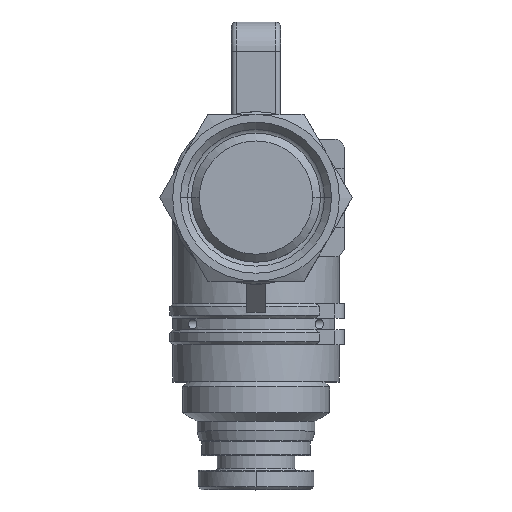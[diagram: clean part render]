
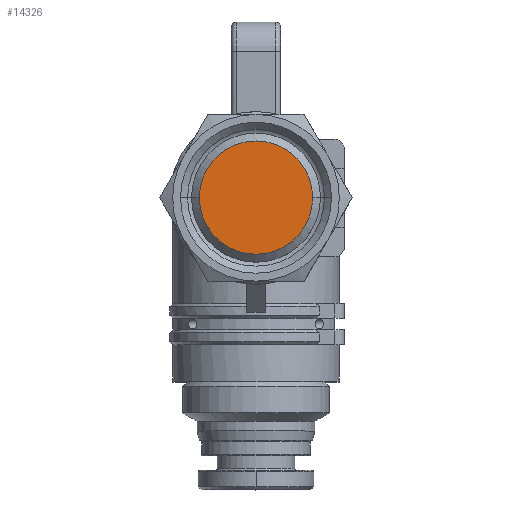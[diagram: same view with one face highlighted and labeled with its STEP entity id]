
A CAD part, top view. The second image highlights one B-rep face of the part: STEP entity #14326.
In plain terms, the highlighted planar face has unit normal (0, 0, 1).
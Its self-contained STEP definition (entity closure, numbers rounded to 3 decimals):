
#13498=CARTESIAN_POINT('',(20.558,5.73,24.0));
#13499=VERTEX_POINT('',#13498);
#13507=CARTESIAN_POINT('',(32.115,5.73,24.0));
#13508=VERTEX_POINT('',#13507);
#13515=CARTESIAN_POINT('',(26.337,5.73,24.0));
#13516=DIRECTION('',(0.0,0.0,-1.0));
#13517=DIRECTION('',(-1.0,0.0,0.0));
#13518=AXIS2_PLACEMENT_3D('',#13515,#13516,#13517);
#13519=CIRCLE('',#13518,5.778);
#13520=EDGE_CURVE('',#13508,#13499,#13519,.T.);
#14287=CARTESIAN_POINT('',(26.337,5.73,24.0));
#14288=DIRECTION('',(0.0,0.0,-1.0));
#14289=DIRECTION('',(-1.0,0.0,0.0));
#14290=AXIS2_PLACEMENT_3D('',#14287,#14288,#14289);
#14291=CIRCLE('',#14290,5.778);
#14292=EDGE_CURVE('',#13499,#13508,#14291,.T.);
#14317=CARTESIAN_POINT('',(26.337,5.73,24.0));
#14318=DIRECTION('',(0.0,0.0,1.0));
#14319=DIRECTION('',(1.0,0.0,0.0));
#14320=AXIS2_PLACEMENT_3D('',#14317,#14318,#14319);
#14321=PLANE('',#14320);
#14322=ORIENTED_EDGE('',*,*,#13520,.F.);
#14323=ORIENTED_EDGE('',*,*,#14292,.F.);
#14324=EDGE_LOOP('',(#14322,#14323));
#14325=FACE_OUTER_BOUND('',#14324,.T.);
#14326=ADVANCED_FACE('',(#14325),#14321,.T.);
